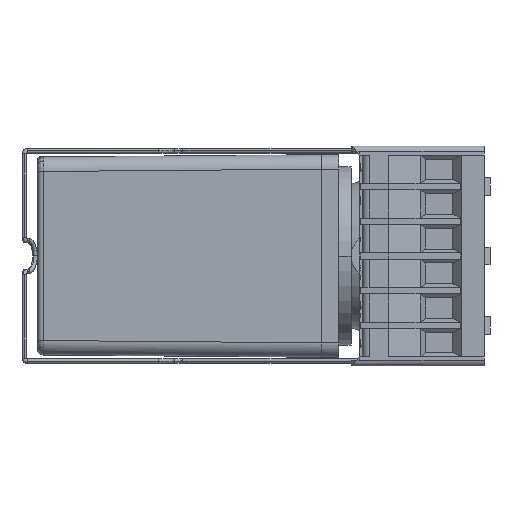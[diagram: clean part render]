
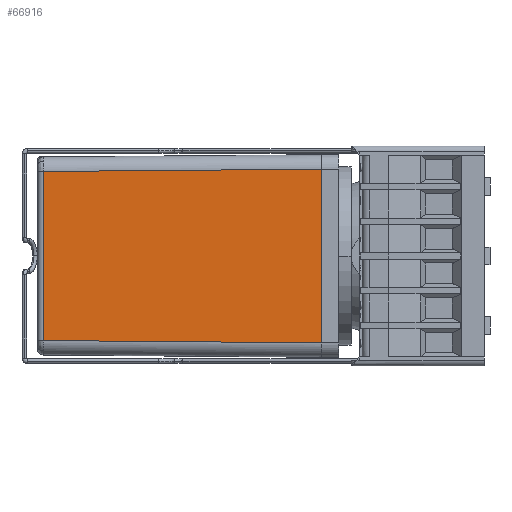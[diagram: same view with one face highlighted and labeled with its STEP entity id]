
A CAD part, left-side view. The second image highlights one B-rep face of the part: STEP entity #66916.
In plain terms, the highlighted planar face has unit normal (-1, 0.008, 0).
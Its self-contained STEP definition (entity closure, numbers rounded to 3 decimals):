
#377 = EDGE_CURVE ( 'NONE', #87542, #226549, #185144, .T. ) ;
#6977 = CARTESIAN_POINT ( 'NONE',  ( -17.108, 76.208, 14.608 ) ) ;
#15470 = DIRECTION ( 'NONE',  ( -0.008, -1., 0. ) ) ;
#15935 = EDGE_CURVE ( 'NONE', #87542, #245733, #68807, .T. ) ;
#33496 = ORIENTED_EDGE ( 'NONE', *, *, #15935, .F. ) ;
#37231 = DIRECTION ( 'NONE',  ( -0.008, -1., 0.008 ) ) ;
#59174 = VECTOR ( 'NONE', #231184, 1000. ) ;
#60189 = ORIENTED_EDGE ( 'NONE', *, *, #171754, .T. ) ;
#66916 = ADVANCED_FACE ( 'NONE', ( #120295 ), #112898, .T. ) ;
#68807 = LINE ( 'NONE', #115108, #138604 ) ;
#74989 = EDGE_CURVE ( 'NONE', #131008, #245733, #104605, .T. ) ;
#87542 = VERTEX_POINT ( 'NONE', #6977 ) ;
#89978 = DIRECTION ( 'NONE',  ( -1., 0.008, 0. ) ) ;
#94978 = CARTESIAN_POINT ( 'NONE',  ( -17.501, 28.1, -50. ) ) ;
#102259 = AXIS2_PLACEMENT_3D ( 'NONE', #226290, #89978, #15470 ) ;
#104605 = LINE ( 'NONE', #94978, #59174 ) ;
#109650 = ORIENTED_EDGE ( 'NONE', *, *, #377, .T. ) ;
#110932 = CARTESIAN_POINT ( 'NONE',  ( -17.108, 76.208, -14.608 ) ) ;
#112898 = PLANE ( 'NONE',  #102259 ) ;
#115108 = CARTESIAN_POINT ( 'NONE',  ( -17.1, 77.18, 14.6 ) ) ;
#116103 = CARTESIAN_POINT ( 'NONE',  ( -17.108, 76.208, -17.525 ) ) ;
#120295 = FACE_OUTER_BOUND ( 'NONE', #207691, .T. ) ;
#130780 = VECTOR ( 'NONE', #193960, 1000. ) ;
#131008 = VERTEX_POINT ( 'NONE', #149846 ) ;
#138604 = VECTOR ( 'NONE', #37231, 1000. ) ;
#149846 = CARTESIAN_POINT ( 'NONE',  ( -17.501, 28.1, -15.001 ) ) ;
#159143 = ORIENTED_EDGE ( 'NONE', *, *, #74989, .T. ) ;
#170851 = VECTOR ( 'NONE', #247235, 1000. ) ;
#171754 = EDGE_CURVE ( 'NONE', #226549, #131008, #225177, .T. ) ;
#185144 = LINE ( 'NONE', #116103, #130780 ) ;
#192244 = CARTESIAN_POINT ( 'NONE',  ( -17.108, 76.208, -14.608 ) ) ;
#193960 = DIRECTION ( 'NONE',  ( 0., 0., -1. ) ) ;
#194131 = CARTESIAN_POINT ( 'NONE',  ( -17.501, 28.1, 15.001 ) ) ;
#207691 = EDGE_LOOP ( 'NONE', ( #60189, #159143, #33496, #109650 ) ) ;
#225177 = LINE ( 'NONE', #110932, #170851 ) ;
#226290 = CARTESIAN_POINT ( 'NONE',  ( -17.525, 25.15, -17.525 ) ) ;
#226549 = VERTEX_POINT ( 'NONE', #192244 ) ;
#231184 = DIRECTION ( 'NONE',  ( 0., 0., 1. ) ) ;
#245733 = VERTEX_POINT ( 'NONE', #194131 ) ;
#247235 = DIRECTION ( 'NONE',  ( -0.008, -1., -0.008 ) ) ;
